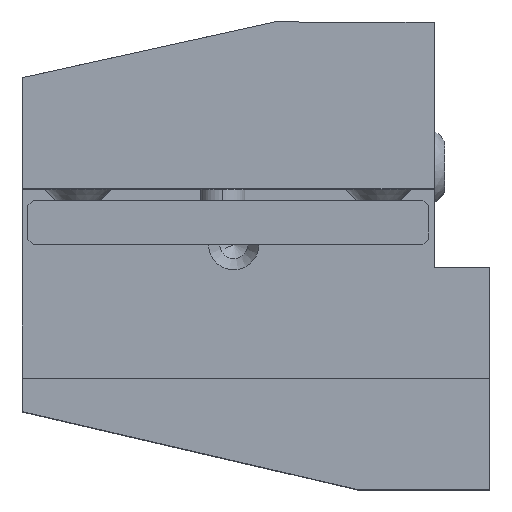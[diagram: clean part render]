
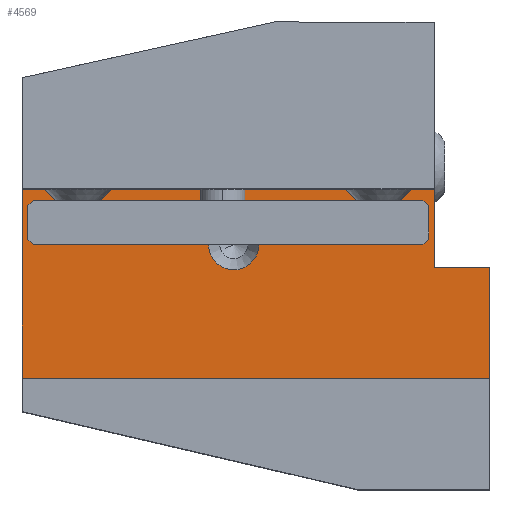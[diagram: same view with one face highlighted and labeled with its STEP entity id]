
A CAD part, top view. The second image highlights one B-rep face of the part: STEP entity #4569.
In plain terms, the highlighted planar face has unit normal (0, 0, 1).
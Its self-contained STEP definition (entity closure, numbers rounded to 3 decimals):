
#29 = VECTOR ( 'NONE', #5107, 1000. ) ;
#171 = VECTOR ( 'NONE', #5243, 1000. ) ;
#221 = VECTOR ( 'NONE', #5735, 1000. ) ;
#496 = LINE ( 'NONE', #5712, #221 ) ;
#612 = LINE ( 'NONE', #1811, #5343 ) ;
#645 = LINE ( 'NONE', #2211, #2113 ) ;
#886 = ORIENTED_EDGE ( 'NONE', *, *, #3473, .F. ) ;
#887 = ORIENTED_EDGE ( 'NONE', *, *, #3562, .T. ) ;
#891 = ORIENTED_EDGE ( 'NONE', *, *, #4592, .T. ) ;
#896 = VERTEX_POINT ( 'NONE', #5943 ) ;
#1077 = ORIENTED_EDGE ( 'NONE', *, *, #3518, .T. ) ;
#1088 = ORIENTED_EDGE ( 'NONE', *, *, #5061, .T. ) ;
#1157 = ORIENTED_EDGE ( 'NONE', *, *, #4943, .T. ) ;
#1201 = ORIENTED_EDGE ( 'NONE', *, *, #5036, .F. ) ;
#1391 = ORIENTED_EDGE ( 'NONE', *, *, #4972, .T. ) ;
#1811 = CARTESIAN_POINT ( 'NONE',  ( -15.049, -20.343, 44.462 ) ) ;
#1839 = DIRECTION ( 'NONE',  ( -1., 0., 0. ) ) ;
#2113 = VECTOR ( 'NONE', #2196, 1000. ) ;
#2196 = DIRECTION ( 'NONE',  ( -1., 0., 0. ) ) ;
#2211 = CARTESIAN_POINT ( 'NONE',  ( -15.049, -10.271, 44.462 ) ) ;
#2356 = AXIS2_PLACEMENT_3D ( 'NONE', #2444, #2433, #2472 ) ;
#2367 = CIRCLE ( 'NONE', #2356, 2.25 ) ;
#2433 = DIRECTION ( 'NONE',  ( 0., 0., -1. ) ) ;
#2444 = CARTESIAN_POINT ( 'NONE',  ( -38.049, -8.271, 44.462 ) ) ;
#2472 = DIRECTION ( 'NONE',  ( -1., 0., 0. ) ) ;
#2534 = PLANE ( 'NONE',  #6770 ) ;
#2535 = DIRECTION ( 'NONE',  ( -1., 0., 0. ) ) ;
#2537 = CARTESIAN_POINT ( 'NONE',  ( -15.049, -3.199, 44.462 ) ) ;
#2571 = DIRECTION ( 'NONE',  ( 0., 0., -1. ) ) ;
#2666 = VERTEX_POINT ( 'NONE', #6014 ) ;
#2765 = VERTEX_POINT ( 'NONE', #6213 ) ;
#2845 = VERTEX_POINT ( 'NONE', #6135 ) ;
#2867 = VERTEX_POINT ( 'NONE', #6149 ) ;
#2881 = VERTEX_POINT ( 'NONE', #6159 ) ;
#2924 = EDGE_LOOP ( 'NONE', ( #891, #1157 ) ) ;
#2928 = EDGE_LOOP ( 'NONE', ( #886, #1088, #887, #1391, #1077, #1201 ) ) ;
#3083 = VERTEX_POINT ( 'NONE', #6277 ) ;
#3133 = VERTEX_POINT ( 'NONE', #6271 ) ;
#3189 = DIRECTION ( 'NONE',  ( -1., 0., 0. ) ) ;
#3201 = DIRECTION ( 'NONE',  ( 0., 0., -1. ) ) ;
#3210 = CARTESIAN_POINT ( 'NONE',  ( -38.049, -8.271, 44.462 ) ) ;
#3344 = VECTOR ( 'NONE', #6196, 1000. ) ;
#3473 = EDGE_CURVE ( 'NONE', #2666, #2881, #6666, .T. ) ;
#3518 = EDGE_CURVE ( 'NONE', #2845, #2867, #6700, .T. ) ;
#3562 = EDGE_CURVE ( 'NONE', #3083, #2765, #6448, .T. ) ;
#4569 = ADVANCED_FACE ( 'NONE', ( #6617, #6494 ), #2534, .F. ) ;
#4592 = EDGE_CURVE ( 'NONE', #896, #3133, #2367, .T. ) ;
#4943 = EDGE_CURVE ( 'NONE', #3133, #896, #5440, .T. ) ;
#4972 = EDGE_CURVE ( 'NONE', #2765, #2845, #496, .T. ) ;
#5036 = EDGE_CURVE ( 'NONE', #2881, #2867, #612, .T. ) ;
#5061 = EDGE_CURVE ( 'NONE', #2666, #3083, #645, .T. ) ;
#5107 = DIRECTION ( 'NONE',  ( 0., -1., 0. ) ) ;
#5108 = CARTESIAN_POINT ( 'NONE',  ( -57.049, -3.199, 44.462 ) ) ;
#5209 = CARTESIAN_POINT ( 'NONE',  ( -20.049, -3.199, 44.462 ) ) ;
#5243 = DIRECTION ( 'NONE',  ( 0., 1., 0. ) ) ;
#5343 = VECTOR ( 'NONE', #1839, 1000. ) ;
#5440 = CIRCLE ( 'NONE', #5447, 2.25 ) ;
#5447 = AXIS2_PLACEMENT_3D ( 'NONE', #3210, #3201, #3189 ) ;
#5712 = CARTESIAN_POINT ( 'NONE',  ( -15.049, -3.199, 44.462 ) ) ;
#5735 = DIRECTION ( 'NONE',  ( -1., 0., 0. ) ) ;
#5943 = CARTESIAN_POINT ( 'NONE',  ( -40.299, -8.271, 44.462 ) ) ;
#5995 = CARTESIAN_POINT ( 'NONE',  ( -15.049, -3.199, 44.462 ) ) ;
#6014 = CARTESIAN_POINT ( 'NONE',  ( -15.049, -10.271, 44.462 ) ) ;
#6135 = CARTESIAN_POINT ( 'NONE',  ( -57.049, -3.199, 44.462 ) ) ;
#6149 = CARTESIAN_POINT ( 'NONE',  ( -57.049, -20.343, 44.462 ) ) ;
#6159 = CARTESIAN_POINT ( 'NONE',  ( -15.049, -20.343, 44.462 ) ) ;
#6196 = DIRECTION ( 'NONE',  ( 0., -1., 0. ) ) ;
#6213 = CARTESIAN_POINT ( 'NONE',  ( -20.049, -3.199, 44.462 ) ) ;
#6271 = CARTESIAN_POINT ( 'NONE',  ( -35.799, -8.271, 44.462 ) ) ;
#6277 = CARTESIAN_POINT ( 'NONE',  ( -20.049, -10.271, 44.462 ) ) ;
#6448 = LINE ( 'NONE', #5209, #171 ) ;
#6494 = FACE_OUTER_BOUND ( 'NONE', #2928, .T. ) ;
#6617 = FACE_BOUND ( 'NONE', #2924, .T. ) ;
#6666 = LINE ( 'NONE', #5995, #3344 ) ;
#6700 = LINE ( 'NONE', #5108, #29 ) ;
#6770 = AXIS2_PLACEMENT_3D ( 'NONE', #2537, #2571, #2535 ) ;
